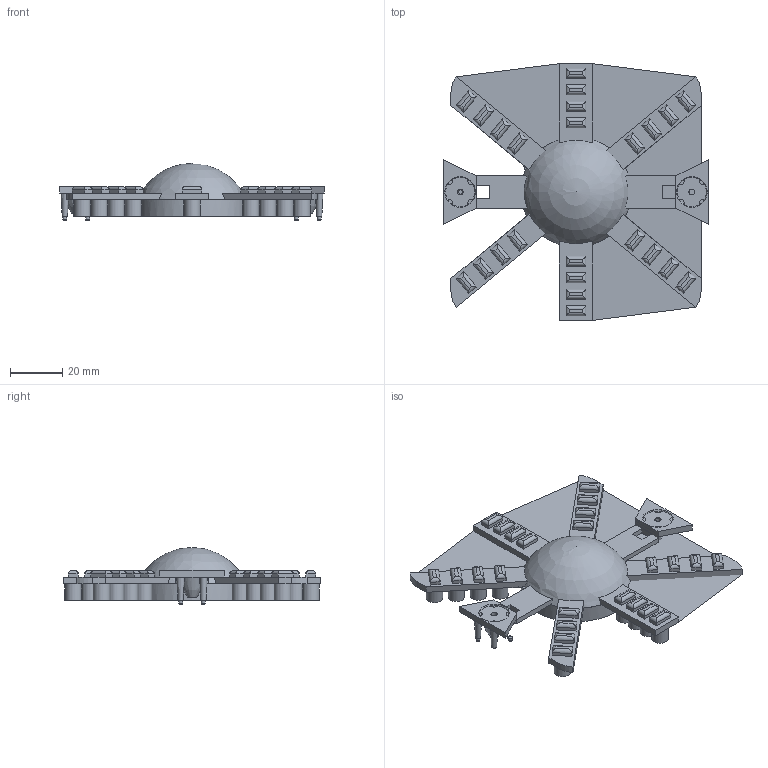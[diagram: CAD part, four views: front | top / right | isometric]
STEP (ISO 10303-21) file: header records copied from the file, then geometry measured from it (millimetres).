
FILE_DESCRIPTION(/* description */ (''),/* implementation_level */ '2;1');
FILE_NAME(/* name */ 'TC0xC_cover_inner.step',/* time_stamp */ '2023-02-27T21:16:55-05:00',/* author */ (''),/* organization */ (''),/* preprocessor_version */ 'ST-DEVELOPER v19.2',/* originating_system */ 'Autodesk Translation Framework v11.17.0.187',/* authorisation */ '');
FILE_SCHEMA (('AUTOMOTIVE_DESIGN { 1 0 10303 214 3 1 1 }'));
Length unit declared in the file: inch
Products named in the file (3): thotcon_cover2; Emit Wing 1; TC0xC_LED_lens
Assembly tree (3 placements, depth 3):
  thotcon_cover2
    Emit Wing 1  x2
      TC0xC_LED_lens
Bounding box: 101.6 x 98.55 x 21.92 mm (x, y, z)
Volume: 17496.8 mm3; surface area: 22787.3 mm2
Topology: 19 solids, 19 shells, 547 faces, 1109 edges, 694 vertices
Faces by surface type: plane 298, cylinder 193, bspline 30, cone 16, sphere 9, torus 1
Full cylindrical faces by diameter (mm): 1.5 x4, 2.54 x26, 3.81 x24, 6.35 x17, 11.8 x2, 11.802 x2, 40.081 x1, 42.113 x1
Entity records: 13531 total; most frequent: CARTESIAN_POINT 2830, DIRECTION 2352, ORIENTED_EDGE 2004, EDGE_CURVE 1002, AXIS2_PLACEMENT_3D 885, VERTEX_POINT 625, EDGE_LOOP 591, LINE 582
